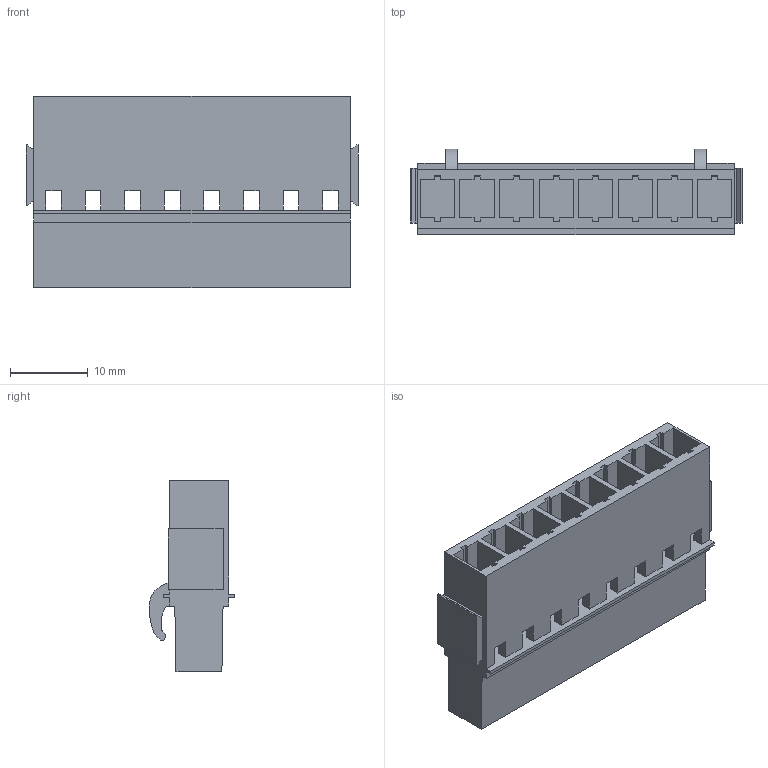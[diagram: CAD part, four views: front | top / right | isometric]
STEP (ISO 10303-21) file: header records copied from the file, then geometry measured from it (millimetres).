
FILE_DESCRIPTION(('CATIA V5 STEP','CAx-IF Rec.Pracs.--- Model Styling and Organization---1.2---2011-12-15'),'2;1');
FILE_NAME ('D1454298_0_1649430000_1649430000.stp','2018-09-01T02:30:28+00:00',('none'),('Weidmueller'),'CATIA Version 5-6 Release 2014','CATIA V5 STEP AP214','none');
FILE_SCHEMA(('AUTOMOTIVE_DESIGN { 1 0 10303 214 1 1 1 1 }'));
Length unit declared in the file: millimetre
Products named in the file (1): 1649430000
Bounding box: 42.64 x 11 x 24.55 mm (x, y, z)
Volume: 4301.3 mm3; surface area: 5811.3 mm2
Topology: 1 solids, 1 shells, 263 faces, 794 edges, 522 vertices
Faces by surface type: plane 213, cylinder 34, cone 16
Entity records: 8058 total; most frequent: ORIENTED_EDGE 1588, CARTESIAN_POINT 1442, DIRECTION 1029, EDGE_CURVE 794, VECTOR 705, LINE 705, VERTEX_POINT 522, EDGE_LOOP 284
